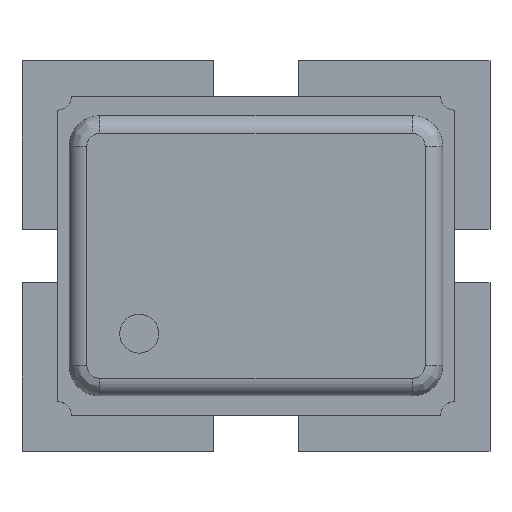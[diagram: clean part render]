
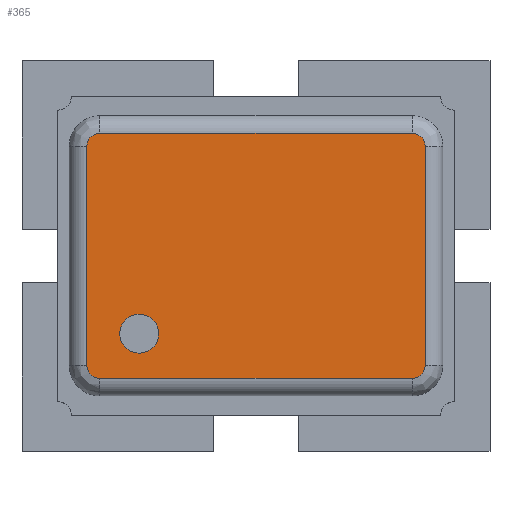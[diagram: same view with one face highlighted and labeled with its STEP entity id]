
A CAD part, top view. The second image highlights one B-rep face of the part: STEP entity #365.
In plain terms, the highlighted planar face has unit normal (0, 0, 1).
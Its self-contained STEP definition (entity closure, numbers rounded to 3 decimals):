
#365=ADVANCED_FACE('',(#475,#476),#427,.T.);
#427=PLANE('',#1393);
#475=FACE_BOUND('',#492,.T.);
#476=FACE_BOUND('',#493,.T.);
#492=EDGE_LOOP('',(#592,#593,#594,#595,#596,#597,#598,#599));
#493=EDGE_LOOP('',(#600,#601));
#564=CIRCLE('',#1387,0.082);
#565=CIRCLE('',#1388,0.082);
#566=CIRCLE('',#1389,0.082);
#567=CIRCLE('',#1390,0.082);
#568=CIRCLE('',#1391,0.125);
#569=CIRCLE('',#1392,0.125);
#592=ORIENTED_EDGE('',*,*,#992,.T.);
#593=ORIENTED_EDGE('',*,*,#993,.T.);
#594=ORIENTED_EDGE('',*,*,#994,.T.);
#595=ORIENTED_EDGE('',*,*,#995,.T.);
#596=ORIENTED_EDGE('',*,*,#996,.T.);
#597=ORIENTED_EDGE('',*,*,#997,.T.);
#598=ORIENTED_EDGE('',*,*,#998,.T.);
#599=ORIENTED_EDGE('',*,*,#999,.T.);
#600=ORIENTED_EDGE('',*,*,#1000,.F.);
#601=ORIENTED_EDGE('',*,*,#1001,.F.);
#892=VERTEX_POINT('',#1771);
#893=VERTEX_POINT('',#1772);
#894=VERTEX_POINT('',#1774);
#895=VERTEX_POINT('',#1776);
#896=VERTEX_POINT('',#1778);
#897=VERTEX_POINT('',#1780);
#898=VERTEX_POINT('',#1782);
#899=VERTEX_POINT('',#1784);
#900=VERTEX_POINT('',#1787);
#901=VERTEX_POINT('',#1788);
#992=EDGE_CURVE('',#892,#893,#1142,.T.);
#993=EDGE_CURVE('',#893,#894,#564,.T.);
#994=EDGE_CURVE('',#894,#895,#1143,.T.);
#995=EDGE_CURVE('',#895,#896,#565,.T.);
#996=EDGE_CURVE('',#896,#897,#1144,.T.);
#997=EDGE_CURVE('',#897,#898,#566,.T.);
#998=EDGE_CURVE('',#898,#899,#1145,.T.);
#999=EDGE_CURVE('',#899,#892,#567,.T.);
#1000=EDGE_CURVE('',#900,#901,#568,.T.);
#1001=EDGE_CURVE('',#901,#900,#569,.T.);
#1142=LINE('',#1770,#1264);
#1143=LINE('',#1775,#1265);
#1144=LINE('',#1779,#1266);
#1145=LINE('',#1783,#1267);
#1264=VECTOR('',#1475,1.);
#1265=VECTOR('',#1478,1.);
#1266=VECTOR('',#1481,1.);
#1267=VECTOR('',#1484,1.);
#1387=AXIS2_PLACEMENT_3D('',#1773,#1476,#1477);
#1388=AXIS2_PLACEMENT_3D('',#1777,#1479,#1480);
#1389=AXIS2_PLACEMENT_3D('',#1781,#1482,#1483);
#1390=AXIS2_PLACEMENT_3D('',#1785,#1485,#1486);
#1391=AXIS2_PLACEMENT_3D('',#1786,#1487,#1488);
#1392=AXIS2_PLACEMENT_3D('',#1789,#1489,#1490);
#1393=AXIS2_PLACEMENT_3D('',#1790,#1491,#1492);
#1475=DIRECTION('',(-1.,0.,0.));
#1476=DIRECTION('',(0.,0.,1.));
#1477=DIRECTION('',(0.,1.,0.));
#1478=DIRECTION('',(0.,-1.,0.));
#1479=DIRECTION('',(0.,0.,1.));
#1480=DIRECTION('',(-1.,0.,0.));
#1481=DIRECTION('',(1.,0.,0.));
#1482=DIRECTION('',(0.,0.,1.));
#1483=DIRECTION('',(0.,-1.,0.));
#1484=DIRECTION('',(0.,1.,0.));
#1485=DIRECTION('',(0.,0.,1.));
#1486=DIRECTION('',(1.,0.,0.));
#1487=DIRECTION('',(0.,0.,1.));
#1488=DIRECTION('',(-1.,0.,0.));
#1489=DIRECTION('',(0.,0.,1.));
#1490=DIRECTION('',(1.,0.,0.));
#1491=DIRECTION('',(0.,0.,1.));
#1492=DIRECTION('',(-1.,0.,0.));
#1770=CARTESIAN_POINT('',(1.004,0.787,0.626));
#1771=CARTESIAN_POINT('',(1.004,0.787,0.626));
#1772=CARTESIAN_POINT('',(-1.004,0.787,0.626));
#1773=CARTESIAN_POINT('',(-1.004,0.704,0.626));
#1774=CARTESIAN_POINT('',(-1.087,0.704,0.626));
#1775=CARTESIAN_POINT('',(-1.087,0.704,0.626));
#1776=CARTESIAN_POINT('',(-1.087,-0.704,0.626));
#1777=CARTESIAN_POINT('',(-1.004,-0.704,0.626));
#1778=CARTESIAN_POINT('',(-1.004,-0.787,0.626));
#1779=CARTESIAN_POINT('',(-1.004,-0.787,0.626));
#1780=CARTESIAN_POINT('',(1.004,-0.787,0.626));
#1781=CARTESIAN_POINT('',(1.004,-0.704,0.626));
#1782=CARTESIAN_POINT('',(1.087,-0.704,0.626));
#1783=CARTESIAN_POINT('',(1.087,-0.704,0.626));
#1784=CARTESIAN_POINT('',(1.087,0.704,0.626));
#1785=CARTESIAN_POINT('',(1.004,0.704,0.626));
#1786=CARTESIAN_POINT('',(-0.75,-0.5,0.626));
#1787=CARTESIAN_POINT('',(-0.875,-0.5,0.626));
#1788=CARTESIAN_POINT('',(-0.625,-0.5,0.626));
#1789=CARTESIAN_POINT('',(-0.75,-0.5,0.626));
#1790=CARTESIAN_POINT('',(0.,0.,0.626));
